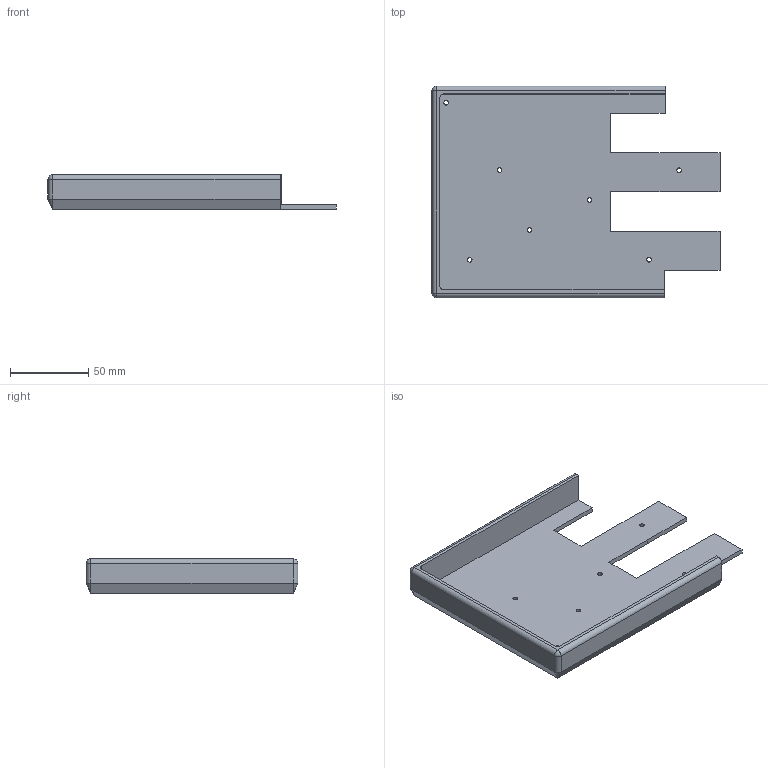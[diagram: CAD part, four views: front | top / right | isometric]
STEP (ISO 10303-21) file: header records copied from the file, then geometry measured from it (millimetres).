
FILE_DESCRIPTION(/* description */ ('STEP AP214'),/* implementation_level */ '2;1');
FILE_NAME(/* name */ '60243c3c721dad102db8f99d',/* time_stamp */ '2021-02-10T20:04:13+00:00',/* author */ (''),/* organization */ (''),/* preprocessor_version */ 'ST-DEVELOPER v18.1',/* originating_system */ ' ',/* authorisation */ ' ');
FILE_SCHEMA (('AUTOMOTIVE_DESIGN {1 0 10303 214 3 1 1}'));
Length unit declared in the file: metre
Products named in the file (1): Left Side
Bounding box: 183.52 x 134.88 x 22 mm (x, y, z)
Volume: 94957 mm3; surface area: 57179.8 mm2
Topology: 1 solids, 1 shells, 66 faces, 191 edges, 123 vertices
Faces by surface type: plane 49, cylinder 13, sphere 2, cone 2
Full cylindrical faces by diameter (mm): 2.9 x7
Entity records: 2079 total; most frequent: CARTESIAN_POINT 362, ORIENTED_EDGE 346, DIRECTION 331, EDGE_CURVE 173, LINE 145, VECTOR 145, VERTEX_POINT 116, AXIS2_PLACEMENT_3D 93
